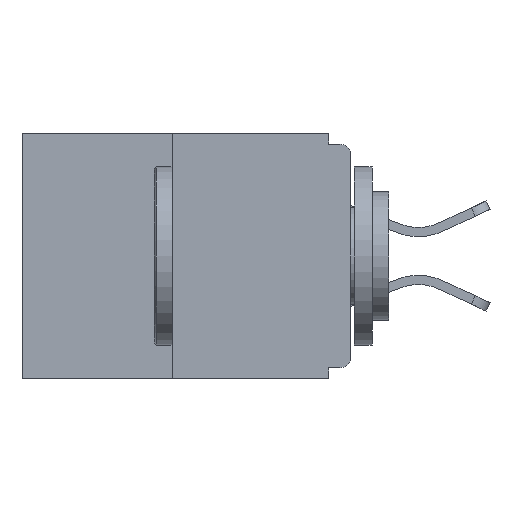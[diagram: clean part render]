
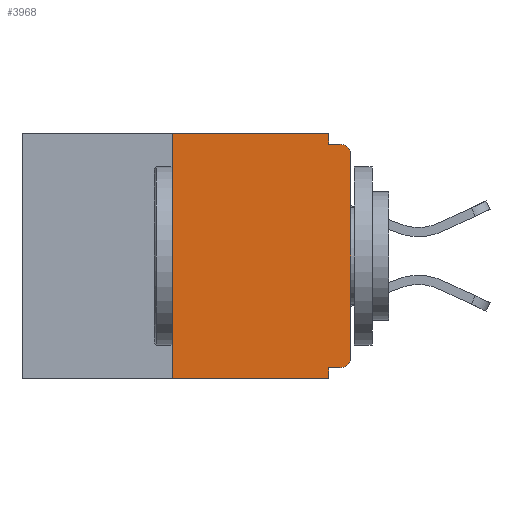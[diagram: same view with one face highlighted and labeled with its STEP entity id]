
A CAD part, left-side view. The second image highlights one B-rep face of the part: STEP entity #3968.
In plain terms, the highlighted planar face has unit normal (-1, 0, 0).
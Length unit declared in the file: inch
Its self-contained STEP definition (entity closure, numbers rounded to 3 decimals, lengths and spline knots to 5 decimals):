
#667 = VERTEX_POINT ( 'NONE', #12018 ) ;
#1352 = EDGE_CURVE ( 'NONE', #9291, #25635, #12869, .T. ) ;
#2101 = CARTESIAN_POINT ( 'NONE',  ( 0., 0.25, -0.343 ) ) ;
#2634 = ORIENTED_EDGE ( 'NONE', *, *, #1352, .T. ) ;
#2862 = EDGE_CURVE ( 'NONE', #9291, #21377, #3973, .T. ) ;
#2941 = VECTOR ( 'NONE', #7754, 39.37008 ) ;
#3180 = CARTESIAN_POINT ( 'NONE',  ( 0., 0.015, -0.015 ) ) ;
#3230 = VERTEX_POINT ( 'NONE', #21431 ) ;
#3531 = LINE ( 'NONE', #17087, #15627 ) ;
#3779 = VECTOR ( 'NONE', #4676, 39.37008 ) ;
#3968 = ADVANCED_FACE ( 'NONE', ( #10134 ), #8813, .F. ) ;
#3971 = CARTESIAN_POINT ( 'NONE',  ( 0., 0., 0. ) ) ;
#3973 = LINE ( 'NONE', #24041, #16034 ) ;
#4158 = EDGE_LOOP ( 'NONE', ( #19032, #8607, #2634, #18397, #10421, #8299, #16717, #20171, #15614, #16983 ) ) ;
#4676 = DIRECTION ( 'NONE',  ( 0., 0., -1. ) ) ;
#5005 = EDGE_CURVE ( 'NONE', #667, #25635, #11367, .T. ) ;
#5485 = EDGE_CURVE ( 'NONE', #21377, #23154, #13774, .T. ) ;
#6848 = AXIS2_PLACEMENT_3D ( 'NONE', #10827, #14794, #14876 ) ;
#7270 = DIRECTION ( 'NONE',  ( -1., 0., 0. ) ) ;
#7408 = DIRECTION ( 'NONE',  ( -1., 0., 0. ) ) ;
#7754 = DIRECTION ( 'NONE',  ( 0., -1., 0. ) ) ;
#7836 = AXIS2_PLACEMENT_3D ( 'NONE', #15412, #7270, #13341 ) ;
#8132 = CIRCLE ( 'NONE', #7836, 0.015 ) ;
#8299 = ORIENTED_EDGE ( 'NONE', *, *, #14704, .T. ) ;
#8607 = ORIENTED_EDGE ( 'NONE', *, *, #2862, .F. ) ;
#8652 = CARTESIAN_POINT ( 'NONE',  ( 0., 0.25, 0. ) ) ;
#8813 = PLANE ( 'NONE',  #6848 ) ;
#9236 = CARTESIAN_POINT ( 'NONE',  ( 0., 0.015, -0.03 ) ) ;
#9291 = VERTEX_POINT ( 'NONE', #2101 ) ;
#9377 = DIRECTION ( 'NONE',  ( 0., 1., 0. ) ) ;
#9428 = CARTESIAN_POINT ( 'NONE',  ( 0., 0., -0.03 ) ) ;
#9611 = CARTESIAN_POINT ( 'NONE',  ( 0., 0., -0.313 ) ) ;
#10134 = FACE_OUTER_BOUND ( 'NONE', #4158, .T. ) ;
#10421 = ORIENTED_EDGE ( 'NONE', *, *, #13826, .F. ) ;
#10827 = CARTESIAN_POINT ( 'NONE',  ( 0., 0.46, 0. ) ) ;
#11367 = LINE ( 'NONE', #25023, #11968 ) ;
#11968 = VECTOR ( 'NONE', #18943, 39.37008 ) ;
#12018 = CARTESIAN_POINT ( 'NONE',  ( 0., 0.031, -0.328 ) ) ;
#12231 = CARTESIAN_POINT ( 'NONE',  ( 0., 0.46, -0.343 ) ) ;
#12869 = LINE ( 'NONE', #12231, #17521 ) ;
#13277 = VERTEX_POINT ( 'NONE', #3180 ) ;
#13341 = DIRECTION ( 'NONE',  ( 0., 0., -1. ) ) ;
#13430 = LINE ( 'NONE', #13787, #19276 ) ;
#13626 = DIRECTION ( 'NONE',  ( 0., -1., 0. ) ) ;
#13774 = LINE ( 'NONE', #15463, #2941 ) ;
#13787 = CARTESIAN_POINT ( 'NONE',  ( 0., 0., -0.015 ) ) ;
#13826 = EDGE_CURVE ( 'NONE', #25036, #667, #3531, .T. ) ;
#14609 = CIRCLE ( 'NONE', #22803, 0.015 ) ;
#14704 = EDGE_CURVE ( 'NONE', #25036, #21194, #8132, .T. ) ;
#14794 = DIRECTION ( 'NONE',  ( 1., 0., 0. ) ) ;
#14876 = DIRECTION ( 'NONE',  ( 0., 0., -1. ) ) ;
#14944 = LINE ( 'NONE', #20276, #3779 ) ;
#14976 = VECTOR ( 'NONE', #15983, 39.37008 ) ;
#15211 = EDGE_CURVE ( 'NONE', #3230, #13277, #13430, .T. ) ;
#15412 = CARTESIAN_POINT ( 'NONE',  ( 0., 0.015, -0.313 ) ) ;
#15463 = CARTESIAN_POINT ( 'NONE',  ( 0., 0.46, 0. ) ) ;
#15574 = EDGE_CURVE ( 'NONE', #21194, #17113, #24284, .T. ) ;
#15614 = ORIENTED_EDGE ( 'NONE', *, *, #15211, .F. ) ;
#15627 = VECTOR ( 'NONE', #9377, 39.37008 ) ;
#15983 = DIRECTION ( 'NONE',  ( 0., 0., 1. ) ) ;
#16034 = VECTOR ( 'NONE', #22136, 39.37008 ) ;
#16193 = DIRECTION ( 'NONE',  ( 0., -1., 0. ) ) ;
#16717 = ORIENTED_EDGE ( 'NONE', *, *, #15574, .T. ) ;
#16983 = ORIENTED_EDGE ( 'NONE', *, *, #22306, .F. ) ;
#17087 = CARTESIAN_POINT ( 'NONE',  ( 0., 0., -0.328 ) ) ;
#17113 = VERTEX_POINT ( 'NONE', #9428 ) ;
#17521 = VECTOR ( 'NONE', #16193, 39.37008 ) ;
#17774 = CARTESIAN_POINT ( 'NONE',  ( 0., 0.031, 0. ) ) ;
#18397 = ORIENTED_EDGE ( 'NONE', *, *, #5005, .F. ) ;
#18440 = EDGE_CURVE ( 'NONE', #17113, #13277, #14609, .T. ) ;
#18465 = CARTESIAN_POINT ( 'NONE',  ( 0., 0.031, -0.343 ) ) ;
#18943 = DIRECTION ( 'NONE',  ( 0., 0., -1. ) ) ;
#19032 = ORIENTED_EDGE ( 'NONE', *, *, #5485, .F. ) ;
#19276 = VECTOR ( 'NONE', #13626, 39.37008 ) ;
#20171 = ORIENTED_EDGE ( 'NONE', *, *, #18440, .T. ) ;
#20276 = CARTESIAN_POINT ( 'NONE',  ( 0., 0.031, 0. ) ) ;
#21194 = VERTEX_POINT ( 'NONE', #9611 ) ;
#21377 = VERTEX_POINT ( 'NONE', #8652 ) ;
#21431 = CARTESIAN_POINT ( 'NONE',  ( 0., 0.031, -0.015 ) ) ;
#22136 = DIRECTION ( 'NONE',  ( 0., 0., 1. ) ) ;
#22306 = EDGE_CURVE ( 'NONE', #23154, #3230, #14944, .T. ) ;
#22803 = AXIS2_PLACEMENT_3D ( 'NONE', #9236, #7408, #23239 ) ;
#23154 = VERTEX_POINT ( 'NONE', #17774 ) ;
#23239 = DIRECTION ( 'NONE',  ( 0., 0., -1. ) ) ;
#24041 = CARTESIAN_POINT ( 'NONE',  ( 0., 0.25, 0. ) ) ;
#24284 = LINE ( 'NONE', #3971, #14976 ) ;
#25023 = CARTESIAN_POINT ( 'NONE',  ( 0., 0.031, -0.343 ) ) ;
#25036 = VERTEX_POINT ( 'NONE', #25209 ) ;
#25209 = CARTESIAN_POINT ( 'NONE',  ( 0., 0.015, -0.328 ) ) ;
#25635 = VERTEX_POINT ( 'NONE', #18465 ) ;
